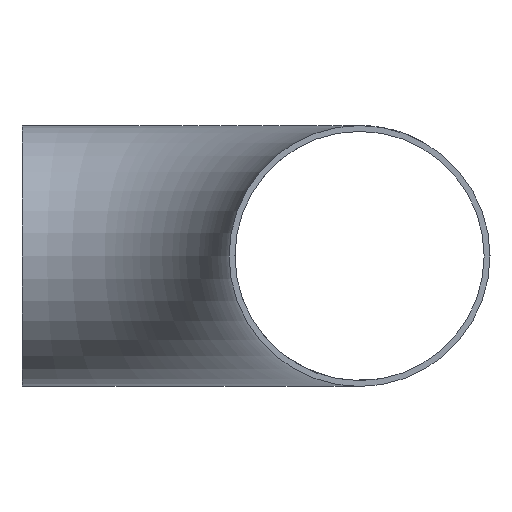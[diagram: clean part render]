
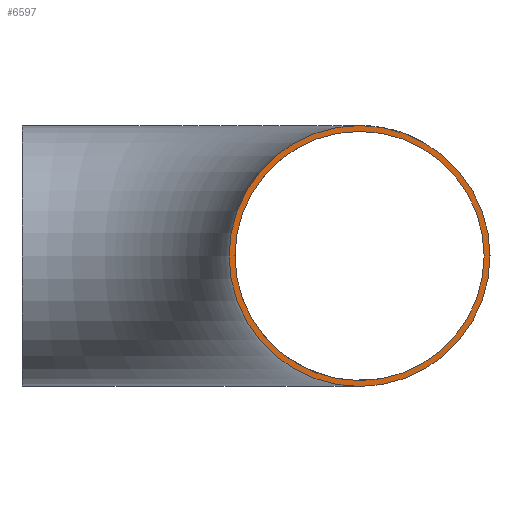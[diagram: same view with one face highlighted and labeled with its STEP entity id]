
A CAD part, left-side view. The second image highlights one B-rep face of the part: STEP entity #6597.
In plain terms, the highlighted planar face has unit normal (-1, 0, 0).
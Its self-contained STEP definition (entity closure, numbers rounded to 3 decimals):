
#174 = EDGE_CURVE ( 'NONE', #23605, #16873, #19560, .T. ) ;
#998 = ORIENTED_EDGE ( 'NONE', *, *, #174, .T. ) ;
#1032 = DIRECTION ( 'NONE',  ( 1., 0., 0. ) ) ;
#1256 = PLANE ( 'NONE',  #9518 ) ;
#1386 = FACE_OUTER_BOUND ( 'NONE', #20743, .T. ) ;
#1764 = DIRECTION ( 'NONE',  ( 1., 0., 0. ) ) ;
#1977 = CARTESIAN_POINT ( 'NONE',  ( 0., 0., 44.45 ) ) ;
#3553 = DIRECTION ( 'NONE',  ( 1., 0., 0. ) ) ;
#3776 = EDGE_CURVE ( 'NONE', #13667, #13274, #7854, .T. ) ;
#3975 = ORIENTED_EDGE ( 'NONE', *, *, #3776, .F. ) ;
#4497 = EDGE_LOOP ( 'NONE', ( #21375, #998 ) ) ;
#5240 = DIRECTION ( 'NONE',  ( 0., 0., -1. ) ) ;
#5288 = AXIS2_PLACEMENT_3D ( 'NONE', #18231, #6603, #10335 ) ;
#6597 = ADVANCED_FACE ( 'NONE', ( #15301, #1386 ), #1256, .F. ) ;
#6603 = DIRECTION ( 'NONE',  ( 1., 0., 0. ) ) ;
#7208 = DIRECTION ( 'NONE',  ( 1., 0., 0. ) ) ;
#7429 = AXIS2_PLACEMENT_3D ( 'NONE', #21265, #7208, #17182 ) ;
#7854 = CIRCLE ( 'NONE', #10747, 44.45 ) ;
#9518 = AXIS2_PLACEMENT_3D ( 'NONE', #20783, #1764, #15168 ) ;
#10335 = DIRECTION ( 'NONE',  ( 0., 0., -1. ) ) ;
#10747 = AXIS2_PLACEMENT_3D ( 'NONE', #10872, #1032, #5240 ) ;
#10872 = CARTESIAN_POINT ( 'NONE',  ( 0., 0., 0. ) ) ;
#12318 = CIRCLE ( 'NONE', #15580, 42.45 ) ;
#13274 = VERTEX_POINT ( 'NONE', #1977 ) ;
#13667 = VERTEX_POINT ( 'NONE', #24885 ) ;
#15168 = DIRECTION ( 'NONE',  ( 0., 0., -1. ) ) ;
#15301 = FACE_BOUND ( 'NONE', #4497, .T. ) ;
#15580 = AXIS2_PLACEMENT_3D ( 'NONE', #20525, #3553, #20908 ) ;
#16873 = VERTEX_POINT ( 'NONE', #24094 ) ;
#17182 = DIRECTION ( 'NONE',  ( 0., 0., -1. ) ) ;
#17490 = EDGE_CURVE ( 'NONE', #13274, #13667, #18445, .T. ) ;
#17624 = ORIENTED_EDGE ( 'NONE', *, *, #17490, .F. ) ;
#18231 = CARTESIAN_POINT ( 'NONE',  ( 0., 0., 0. ) ) ;
#18445 = CIRCLE ( 'NONE', #7429, 44.45 ) ;
#19560 = CIRCLE ( 'NONE', #5288, 42.45 ) ;
#20525 = CARTESIAN_POINT ( 'NONE',  ( 0., 0., 0. ) ) ;
#20743 = EDGE_LOOP ( 'NONE', ( #3975, #17624 ) ) ;
#20783 = CARTESIAN_POINT ( 'NONE',  ( 0., 0., 0. ) ) ;
#20908 = DIRECTION ( 'NONE',  ( 0., 0., -1. ) ) ;
#21265 = CARTESIAN_POINT ( 'NONE',  ( 0., 0., 0. ) ) ;
#21375 = ORIENTED_EDGE ( 'NONE', *, *, #23388, .T. ) ;
#23296 = CARTESIAN_POINT ( 'NONE',  ( 0., 0., -42.45 ) ) ;
#23388 = EDGE_CURVE ( 'NONE', #16873, #23605, #12318, .T. ) ;
#23605 = VERTEX_POINT ( 'NONE', #23296 ) ;
#24094 = CARTESIAN_POINT ( 'NONE',  ( 0., 0., 42.45 ) ) ;
#24885 = CARTESIAN_POINT ( 'NONE',  ( 0., 0., -44.45 ) ) ;
